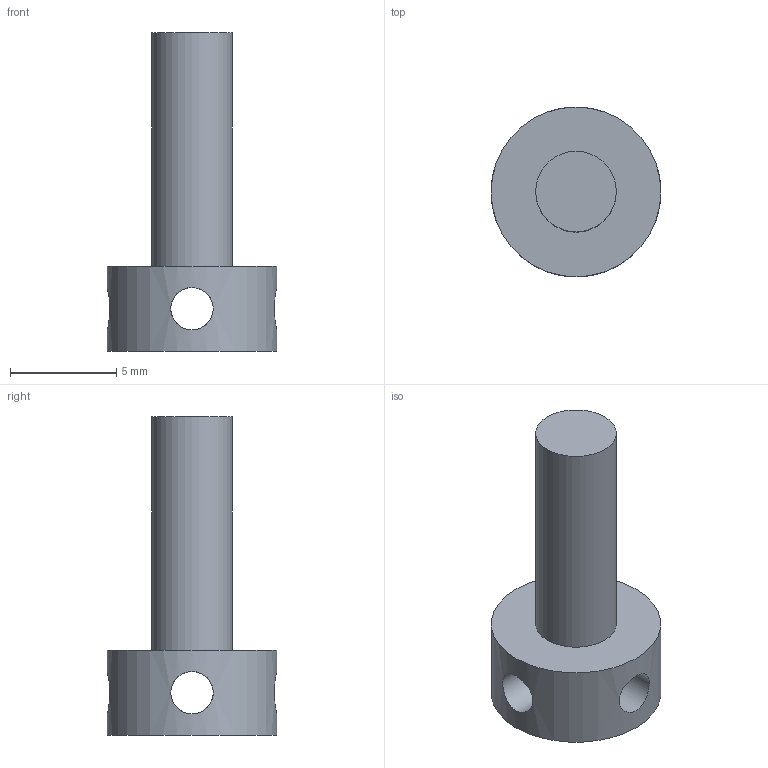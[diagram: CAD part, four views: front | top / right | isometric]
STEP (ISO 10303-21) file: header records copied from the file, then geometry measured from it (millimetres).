
FILE_DESCRIPTION(/* description */ (''),/* implementation_level */ '2;1');
FILE_NAME(/* name */ '05-03-LockingScrew v1.step',/* time_stamp */ '2023-12-27T09:28:58+01:00',/* author */ (''),/* organization */ (''),/* preprocessor_version */ 'ST-DEVELOPER v20',/* originating_system */ 'Autodesk Translation Framework v12.14.0.127',/* authorisation */ '');
FILE_SCHEMA (('AUTOMOTIVE_DESIGN { 1 0 10303 214 3 1 1 }'));
Length unit declared in the file: millimetre
Products named in the file (1): 05-03-LockingScrew
Bounding box: 8 x 8 x 15 mm (x, y, z)
Volume: 281.3 mm3; surface area: 402.7 mm2
Topology: 1 solids, 1 shells, 9 faces, 30 edges, 21 vertices
Faces by surface type: cylinder 6, plane 3
Full cylindrical faces by diameter (mm): 2 x4, 3.8 x1, 8 x1
Entity records: 502 total; most frequent: CARTESIAN_POINT 203, ORIENTED_EDGE 60, DIRECTION 49, EDGE_CURVE 30, VERTEX_POINT 21, AXIS2_PLACEMENT_3D 21, EDGE_LOOP 13, B_SPLINE_CURVE_WITH_KNOTS 12
